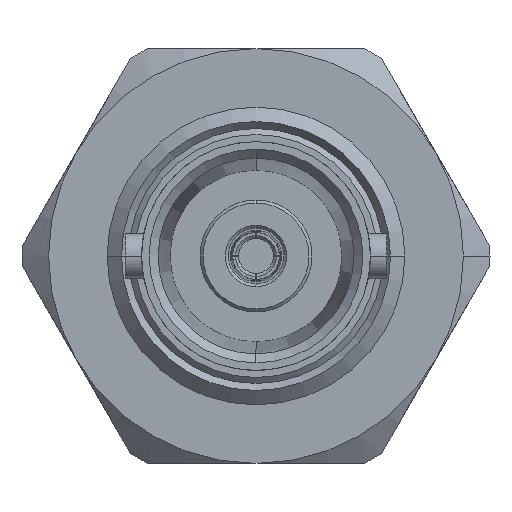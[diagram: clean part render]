
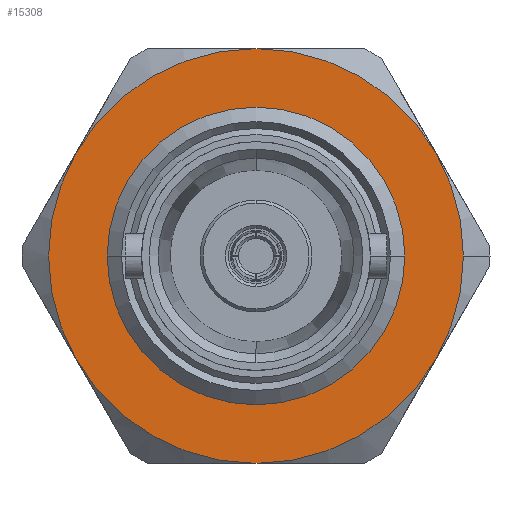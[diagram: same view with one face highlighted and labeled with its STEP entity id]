
A CAD part, left-side view. The second image highlights one B-rep face of the part: STEP entity #15308.
In plain terms, the highlighted planar face has unit normal (-1, 0, 0).
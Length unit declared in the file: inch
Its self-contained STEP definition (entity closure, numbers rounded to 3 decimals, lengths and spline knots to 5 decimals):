
#124 = ORIENTED_EDGE ( 'NONE', *, *, #965, .T. ) ;
#581 = VERTEX_POINT ( 'NONE', #6683 ) ;
#799 = ORIENTED_EDGE ( 'NONE', *, *, #18526, .T. ) ;
#837 = DIRECTION ( 'NONE',  ( 1., 0., 0. ) ) ;
#965 = EDGE_CURVE ( 'NONE', #9662, #8856, #24410, .T. ) ;
#1134 = DIRECTION ( 'NONE',  ( -1., 0., 0. ) ) ;
#1145 = CARTESIAN_POINT ( 'NONE',  ( 0.49028, 0., 0. ) ) ;
#1226 = EDGE_CURVE ( 'NONE', #4222, #8434, #16020, .T. ) ;
#1642 = EDGE_CURVE ( 'NONE', #8856, #581, #9532, .T. ) ;
#2548 = ORIENTED_EDGE ( 'NONE', *, *, #19666, .T. ) ;
#3429 = DIRECTION ( 'NONE',  ( -1., 0., 0. ) ) ;
#3469 = EDGE_CURVE ( 'NONE', #14583, #4222, #9481, .T. ) ;
#3890 = CARTESIAN_POINT ( 'NONE',  ( 0.49028, 0., 0. ) ) ;
#4222 = VERTEX_POINT ( 'NONE', #15851 ) ;
#4496 = VERTEX_POINT ( 'NONE', #5726 ) ;
#4553 = DIRECTION ( 'NONE',  ( 0., -1., 0. ) ) ;
#5526 = DIRECTION ( 'NONE',  ( 0., -1., 0. ) ) ;
#5726 = CARTESIAN_POINT ( 'NONE',  ( 0.49028, -0.24722, 0. ) ) ;
#5877 = DIRECTION ( 'NONE',  ( -1., 0., 0. ) ) ;
#5906 = DIRECTION ( 'NONE',  ( 0., 1., 0. ) ) ;
#6450 = DIRECTION ( 'NONE',  ( -1., 0., 0. ) ) ;
#6548 = DIRECTION ( 'NONE',  ( -1., 0., 0. ) ) ;
#6683 = CARTESIAN_POINT ( 'NONE',  ( 0.49028, -0.34449, 0. ) ) ;
#6860 = CIRCLE ( 'NONE', #9028, 0.34449 ) ;
#6933 = CARTESIAN_POINT ( 'NONE',  ( 0.49028, 0., 0. ) ) ;
#6936 = FACE_OUTER_BOUND ( 'NONE', #10434, .T. ) ;
#7181 = CIRCLE ( 'NONE', #12121, 0.24722 ) ;
#7723 = DIRECTION ( 'NONE',  ( 0., -1., 0. ) ) ;
#7748 = CARTESIAN_POINT ( 'NONE',  ( 0.49028, 0.24722, 0. ) ) ;
#8056 = PLANE ( 'NONE',  #16242 ) ;
#8392 = EDGE_CURVE ( 'NONE', #8434, #9662, #25193, .T. ) ;
#8434 = VERTEX_POINT ( 'NONE', #24600 ) ;
#8856 = VERTEX_POINT ( 'NONE', #10167 ) ;
#9028 = AXIS2_PLACEMENT_3D ( 'NONE', #20596, #6450, #4553 ) ;
#9336 = CIRCLE ( 'NONE', #14897, 0.34449 ) ;
#9368 = DIRECTION ( 'NONE',  ( -1., 0., 0. ) ) ;
#9481 = CIRCLE ( 'NONE', #12611, 0.34449 ) ;
#9532 = CIRCLE ( 'NONE', #10138, 0.34449 ) ;
#9646 = ORIENTED_EDGE ( 'NONE', *, *, #1226, .T. ) ;
#9662 = VERTEX_POINT ( 'NONE', #19792 ) ;
#9967 = CIRCLE ( 'NONE', #19744, 0.24722 ) ;
#10138 = AXIS2_PLACEMENT_3D ( 'NONE', #19513, #25192, #13270 ) ;
#10167 = CARTESIAN_POINT ( 'NONE',  ( 0.49028, -0.29834, -0.17224 ) ) ;
#10223 = ORIENTED_EDGE ( 'NONE', *, *, #8392, .T. ) ;
#10434 = EDGE_LOOP ( 'NONE', ( #18694, #19442, #2548, #14388, #9646, #10223, #124 ) ) ;
#11170 = CARTESIAN_POINT ( 'NONE',  ( 0.49028, 0., 0.34449 ) ) ;
#11596 = AXIS2_PLACEMENT_3D ( 'NONE', #6933, #12821, #7723 ) ;
#11954 = DIRECTION ( 'NONE',  ( 0., -1., 0. ) ) ;
#12121 = AXIS2_PLACEMENT_3D ( 'NONE', #14574, #837, #12576 ) ;
#12576 = DIRECTION ( 'NONE',  ( 0., 1., 0. ) ) ;
#12611 = AXIS2_PLACEMENT_3D ( 'NONE', #1145, #9368, #25117 ) ;
#12821 = DIRECTION ( 'NONE',  ( -1., 0., 0. ) ) ;
#12952 = CARTESIAN_POINT ( 'NONE',  ( 0.49028, 0., 0. ) ) ;
#13270 = DIRECTION ( 'NONE',  ( 0., -1., 0. ) ) ;
#13856 = CARTESIAN_POINT ( 'NONE',  ( 0.49028, 0.24722, 0. ) ) ;
#14388 = ORIENTED_EDGE ( 'NONE', *, *, #3469, .T. ) ;
#14574 = CARTESIAN_POINT ( 'NONE',  ( 0.49028, 0., 0. ) ) ;
#14583 = VERTEX_POINT ( 'NONE', #11170 ) ;
#14897 = AXIS2_PLACEMENT_3D ( 'NONE', #17277, #3429, #5526 ) ;
#14966 = DIRECTION ( 'NONE',  ( 0., -1., 0. ) ) ;
#15144 = EDGE_CURVE ( 'NONE', #581, #24746, #9336, .T. ) ;
#15308 = ADVANCED_FACE ( 'NONE', ( #16188, #6936 ), #8056, .T. ) ;
#15851 = CARTESIAN_POINT ( 'NONE',  ( 0.49028, 0.29834, 0.17224 ) ) ;
#16020 = CIRCLE ( 'NONE', #11596, 0.34449 ) ;
#16188 = FACE_BOUND ( 'NONE', #17834, .T. ) ;
#16242 = AXIS2_PLACEMENT_3D ( 'NONE', #13856, #5877, #11954 ) ;
#17277 = CARTESIAN_POINT ( 'NONE',  ( 0.49028, 0., 0. ) ) ;
#17744 = DIRECTION ( 'NONE',  ( 1., 0., 0. ) ) ;
#17834 = EDGE_LOOP ( 'NONE', ( #18345, #799 ) ) ;
#18040 = EDGE_CURVE ( 'NONE', #24365, #4496, #9967, .T. ) ;
#18345 = ORIENTED_EDGE ( 'NONE', *, *, #18040, .T. ) ;
#18526 = EDGE_CURVE ( 'NONE', #4496, #24365, #7181, .T. ) ;
#18694 = ORIENTED_EDGE ( 'NONE', *, *, #1642, .T. ) ;
#19442 = ORIENTED_EDGE ( 'NONE', *, *, #15144, .T. ) ;
#19513 = CARTESIAN_POINT ( 'NONE',  ( 0.49028, 0., 0. ) ) ;
#19666 = EDGE_CURVE ( 'NONE', #24746, #14583, #6860, .T. ) ;
#19744 = AXIS2_PLACEMENT_3D ( 'NONE', #3890, #17744, #5906 ) ;
#19792 = CARTESIAN_POINT ( 'NONE',  ( 0.49028, 0., -0.34449 ) ) ;
#20172 = CARTESIAN_POINT ( 'NONE',  ( 0.49028, 0., 0. ) ) ;
#20540 = CARTESIAN_POINT ( 'NONE',  ( 0.49028, -0.29834, 0.17224 ) ) ;
#20596 = CARTESIAN_POINT ( 'NONE',  ( 0.49028, 0., 0. ) ) ;
#23904 = AXIS2_PLACEMENT_3D ( 'NONE', #20172, #6548, #24173 ) ;
#23989 = AXIS2_PLACEMENT_3D ( 'NONE', #12952, #1134, #14966 ) ;
#24173 = DIRECTION ( 'NONE',  ( 0., -1., 0. ) ) ;
#24365 = VERTEX_POINT ( 'NONE', #7748 ) ;
#24410 = CIRCLE ( 'NONE', #23904, 0.34449 ) ;
#24600 = CARTESIAN_POINT ( 'NONE',  ( 0.49028, 0.29834, -0.17224 ) ) ;
#24746 = VERTEX_POINT ( 'NONE', #20540 ) ;
#25117 = DIRECTION ( 'NONE',  ( 0., -1., 0. ) ) ;
#25192 = DIRECTION ( 'NONE',  ( -1., 0., 0. ) ) ;
#25193 = CIRCLE ( 'NONE', #23989, 0.34449 ) ;
